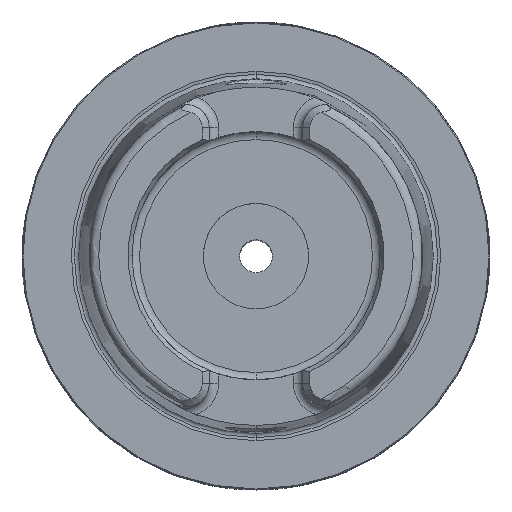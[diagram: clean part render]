
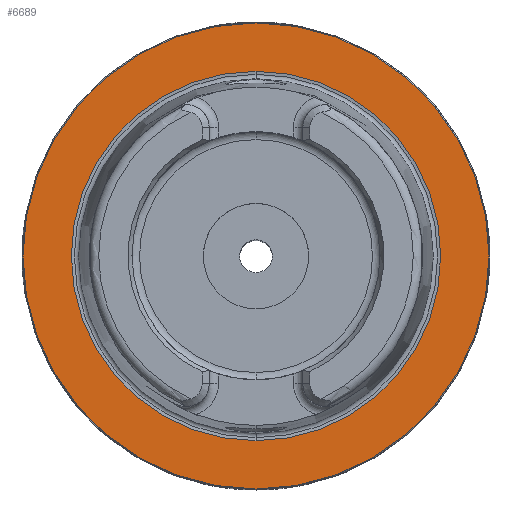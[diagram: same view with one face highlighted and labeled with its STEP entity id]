
A CAD part, top view. The second image highlights one B-rep face of the part: STEP entity #6689.
In plain terms, the highlighted planar face has unit normal (0, 0, 1).
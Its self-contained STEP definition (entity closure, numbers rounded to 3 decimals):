
#2726=CARTESIAN_POINT('',(0.,0.,0.));
#2727=DIRECTION('',(0.,0.,-1.));
#2728=DIRECTION('',(0.,-1.,0.));
#2729=AXIS2_PLACEMENT_3D('',#2726,#2727,#2728);
#2748=CARTESIAN_POINT('',(0.,0.,0.));
#2749=DIRECTION('',(0.,0.,1.));
#2750=DIRECTION('',(0.,-1.,0.));
#2751=AXIS2_PLACEMENT_3D('',#2748,#2749,#2750);
#2756=CARTESIAN_POINT('',(0.,0.,0.));
#2757=DIRECTION('',(0.,0.,1.));
#2758=DIRECTION('',(0.,-1.,0.));
#2759=AXIS2_PLACEMENT_3D('',#2756,#2757,#2758);
#2772=CARTESIAN_POINT('',(0.,0.,0.));
#2773=DIRECTION('',(0.,0.,-1.));
#2774=DIRECTION('',(0.,-1.,0.));
#2775=AXIS2_PLACEMENT_3D('',#2772,#2773,#2774);
#4724=CARTESIAN_POINT('',(0.,-39.464,0.));
#4726=VERTEX_POINT('',#4724);
#4736=CARTESIAN_POINT('',(0.,39.464,0.));
#4738=VERTEX_POINT('',#4736);
#4980=CARTESIAN_POINT('',(0.,-49.8,0.));
#4981=CARTESIAN_POINT('',(0.,49.8,0.));
#4982=VERTEX_POINT('',#4980);
#4983=VERTEX_POINT('',#4981);
#6674=CARTESIAN_POINT('',(0.,0.,0.));
#6675=DIRECTION('',(0.,0.,-1.));
#6676=DIRECTION('',(0.,1.,0.));
#6677=AXIS2_PLACEMENT_3D('',#6674,#6675,#6676);
#6678=PLANE('',#6677);
#6680=ORIENTED_EDGE('',*,*,#6679,.F.);
#6682=ORIENTED_EDGE('',*,*,#6681,.T.);
#6683=EDGE_LOOP('',(#6680,#6682));
#6684=FACE_OUTER_BOUND('',#6683,.F.);
#6685=ORIENTED_EDGE('',*,*,#6653,.F.);
#6686=ORIENTED_EDGE('',*,*,#6669,.T.);
#6687=EDGE_LOOP('',(#6685,#6686));
#6688=FACE_BOUND('',#6687,.F.);
#2730=CIRCLE('',#2729,39.464);
#2752=CIRCLE('',#2751,39.464);
#2760=CIRCLE('',#2759,49.8);
#2776=CIRCLE('',#2775,49.8);
#6653=EDGE_CURVE('',#4726,#4738,#2730,.T.);
#6669=EDGE_CURVE('',#4726,#4738,#2752,.T.);
#6679=EDGE_CURVE('',#4982,#4983,#2760,.T.);
#6681=EDGE_CURVE('',#4982,#4983,#2776,.T.);
#6689=ADVANCED_FACE('',(#6684,#6688),#6678,.F.);
